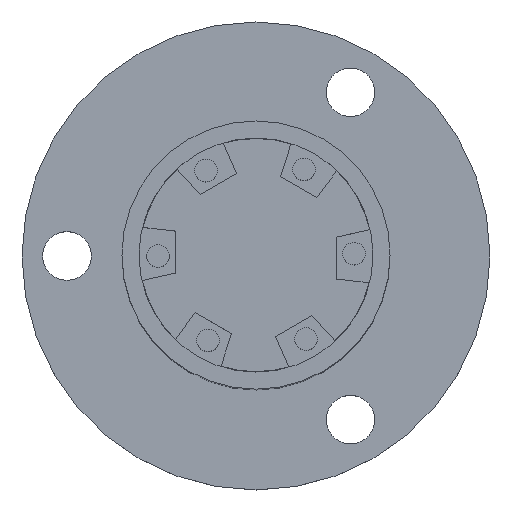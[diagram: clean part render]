
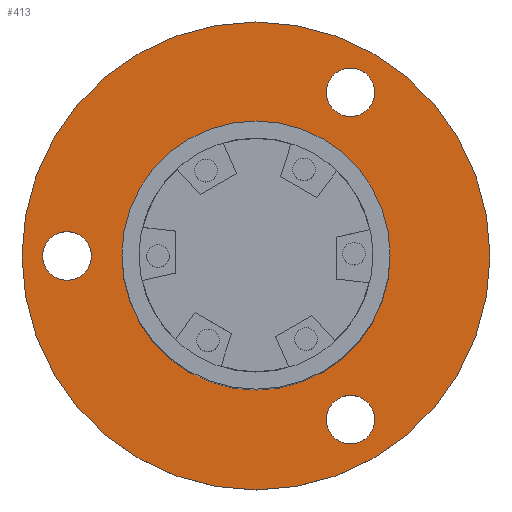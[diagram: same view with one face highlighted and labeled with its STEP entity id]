
A CAD part, top view. The second image highlights one B-rep face of the part: STEP entity #413.
In plain terms, the highlighted planar face has unit normal (0, 0, 1).
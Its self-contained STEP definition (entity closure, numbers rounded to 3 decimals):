
#44=PLANE('',#1682);
#92=FACE_BOUND('',#602,.T.);
#93=FACE_BOUND('',#603,.T.);
#94=FACE_BOUND('',#604,.T.);
#95=FACE_BOUND('',#605,.T.);
#96=FACE_BOUND('',#606,.T.);
#413=ADVANCED_FACE('',(#92,#93,#94,#95,#96),#44,.F.);
#602=EDGE_LOOP('',(#844,#845));
#603=EDGE_LOOP('',(#846,#847));
#604=EDGE_LOOP('',(#848,#849));
#605=EDGE_LOOP('',(#850,#851));
#606=EDGE_LOOP('',(#852,#853));
#844=ORIENTED_EDGE('',*,*,#1323,.F.);
#845=ORIENTED_EDGE('',*,*,#1396,.F.);
#846=ORIENTED_EDGE('',*,*,#1327,.F.);
#847=ORIENTED_EDGE('',*,*,#1397,.F.);
#848=ORIENTED_EDGE('',*,*,#1331,.F.);
#849=ORIENTED_EDGE('',*,*,#1398,.F.);
#850=ORIENTED_EDGE('',*,*,#1339,.F.);
#851=ORIENTED_EDGE('',*,*,#1399,.F.);
#852=ORIENTED_EDGE('',*,*,#1337,.T.);
#853=ORIENTED_EDGE('',*,*,#1400,.T.);
#1180=VERTEX_POINT('',#2450);
#1181=VERTEX_POINT('',#2451);
#1184=VERTEX_POINT('',#2459);
#1185=VERTEX_POINT('',#2460);
#1188=VERTEX_POINT('',#2468);
#1189=VERTEX_POINT('',#2469);
#1194=VERTEX_POINT('',#2480);
#1195=VERTEX_POINT('',#2482);
#1196=VERTEX_POINT('',#2486);
#1197=VERTEX_POINT('',#2487);
#1323=EDGE_CURVE('',#1180,#1181,#1503,.T.);
#1327=EDGE_CURVE('',#1184,#1185,#1505,.T.);
#1331=EDGE_CURVE('',#1188,#1189,#1507,.T.);
#1337=EDGE_CURVE('',#1195,#1194,#1510,.T.);
#1339=EDGE_CURVE('',#1196,#1197,#1511,.T.);
#1396=EDGE_CURVE('',#1181,#1180,#1536,.T.);
#1397=EDGE_CURVE('',#1185,#1184,#1537,.T.);
#1398=EDGE_CURVE('',#1189,#1188,#1538,.T.);
#1399=EDGE_CURVE('',#1197,#1196,#1539,.T.);
#1400=EDGE_CURVE('',#1194,#1195,#1540,.T.);
#1503=CIRCLE('',#1630,2.7);
#1505=CIRCLE('',#1633,2.7);
#1507=CIRCLE('',#1636,2.7);
#1510=CIRCLE('',#1640,14.9);
#1511=CIRCLE('',#1642,26.);
#1536=CIRCLE('',#1677,2.7);
#1537=CIRCLE('',#1678,2.7);
#1538=CIRCLE('',#1679,2.7);
#1539=CIRCLE('',#1680,26.);
#1540=CIRCLE('',#1681,14.9);
#1630=AXIS2_PLACEMENT_3D('',#2449,#1923,#1924);
#1633=AXIS2_PLACEMENT_3D('',#2458,#1931,#1932);
#1636=AXIS2_PLACEMENT_3D('',#2467,#1939,#1940);
#1640=AXIS2_PLACEMENT_3D('',#2481,#1950,#1951);
#1642=AXIS2_PLACEMENT_3D('',#2485,#1955,#1956);
#1677=AXIS2_PLACEMENT_3D('',#2594,#2057,#2058);
#1678=AXIS2_PLACEMENT_3D('',#2595,#2059,#2060);
#1679=AXIS2_PLACEMENT_3D('',#2596,#2061,#2062);
#1680=AXIS2_PLACEMENT_3D('',#2597,#2063,#2064);
#1681=AXIS2_PLACEMENT_3D('',#2598,#2065,#2066);
#1682=AXIS2_PLACEMENT_3D('',#2599,#2067,#2068);
#1923=DIRECTION('',(0.,0.,1.));
#1924=DIRECTION('',(-1.,0.,0.));
#1931=DIRECTION('',(0.,0.,1.));
#1932=DIRECTION('',(-1.,0.,0.));
#1939=DIRECTION('',(0.,0.,1.));
#1940=DIRECTION('',(-1.,0.,0.));
#1950=DIRECTION('',(0.,0.,-1.));
#1951=DIRECTION('',(-1.,0.,0.));
#1955=DIRECTION('',(0.,0.,-1.));
#1956=DIRECTION('',(-1.,0.,0.));
#2057=DIRECTION('',(0.,0.,1.));
#2058=DIRECTION('',(-1.,0.,0.));
#2059=DIRECTION('',(0.,0.,1.));
#2060=DIRECTION('',(-1.,0.,0.));
#2061=DIRECTION('',(0.,0.,1.));
#2062=DIRECTION('',(-1.,0.,0.));
#2063=DIRECTION('',(0.,0.,-1.));
#2064=DIRECTION('',(-1.,0.,0.));
#2065=DIRECTION('',(0.,0.,-1.));
#2066=DIRECTION('',(-1.,0.,0.));
#2067=DIRECTION('',(0.,0.,-1.));
#2068=DIRECTION('',(1.,0.,0.));
#2449=CARTESIAN_POINT('',(10.5,18.187,20.8));
#2450=CARTESIAN_POINT('',(7.8,18.187,20.8));
#2451=CARTESIAN_POINT('',(13.2,18.187,20.8));
#2458=CARTESIAN_POINT('',(10.5,-18.187,20.8));
#2459=CARTESIAN_POINT('',(7.8,-18.187,20.8));
#2460=CARTESIAN_POINT('',(13.2,-18.187,20.8));
#2467=CARTESIAN_POINT('',(-21.,0.,20.8));
#2468=CARTESIAN_POINT('',(-23.7,0.,20.8));
#2469=CARTESIAN_POINT('',(-18.3,0.,20.8));
#2480=CARTESIAN_POINT('',(14.9,0.,20.8));
#2481=CARTESIAN_POINT('',(0.,0.,20.8));
#2482=CARTESIAN_POINT('',(-14.9,0.,20.8));
#2485=CARTESIAN_POINT('',(0.,0.,20.8));
#2486=CARTESIAN_POINT('',(-26.,0.,20.8));
#2487=CARTESIAN_POINT('',(26.,0.,20.8));
#2594=CARTESIAN_POINT('',(10.5,18.187,20.8));
#2595=CARTESIAN_POINT('',(10.5,-18.187,20.8));
#2596=CARTESIAN_POINT('',(-21.,0.,20.8));
#2597=CARTESIAN_POINT('',(0.,0.,20.8));
#2598=CARTESIAN_POINT('',(0.,0.,20.8));
#2599=CARTESIAN_POINT('',(0.,0.,20.8));
